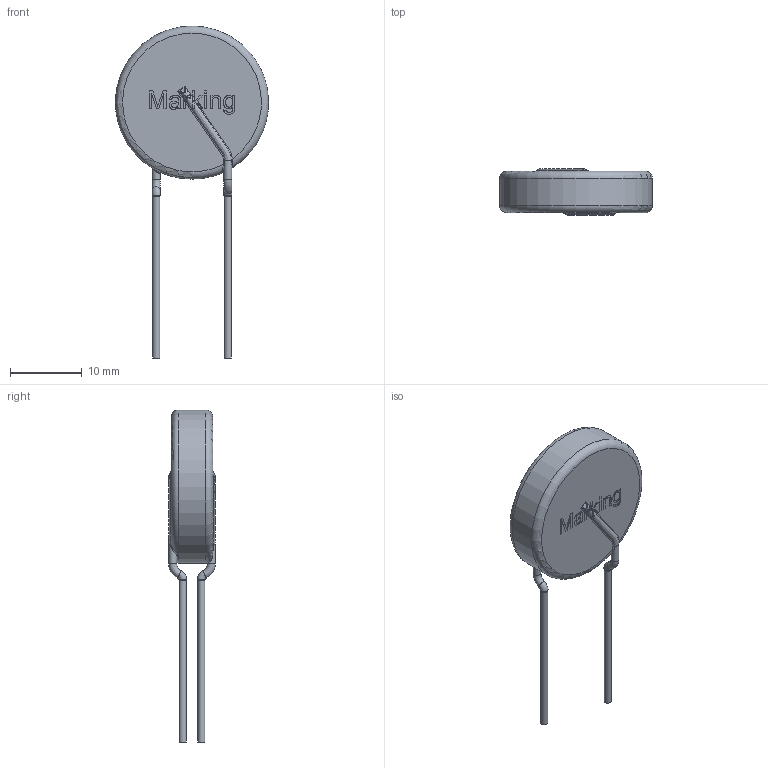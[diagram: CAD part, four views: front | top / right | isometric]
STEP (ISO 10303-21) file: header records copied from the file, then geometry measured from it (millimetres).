
FILE_DESCRIPTION(/* description */ ('Unknown'),/* implementation_level */ '2;1');
FILE_NAME(/* name */ 'RV_Wurth_WE-VD-20mm_820424611',/* time_stamp */ '2026-01-22T10:00:28+08:00',/* author */ ('Unknown'),/* organization */ ('Unknown'),/* preprocessor_version */ 'ST-DEVELOPER v19.4',/* originating_system */ 'Solid Edge',/* authorisation */ 'Unknown');
FILE_SCHEMA (('AUTOMOTIVE_DESIGN {1 0 10303 214 3 1 1}'));
Length unit declared in the file: millimetre
Products named in the file (2): RV_Wurth_WE-VD-20mm_820424611
Assembly tree (1 placements, depth 2):
  RV_Wurth_WE-VD-20mm_820424611
    RV_Wurth_WE-VD-20mm_820424611
Bounding box: 21.4 x 6.5 x 46.4 mm (x, y, z)
Volume: 2108.6 mm3; surface area: 1231.6 mm2
Topology: 5 solids, 5 shells, 175 faces, 461 edges, 300 vertices
Faces by surface type: plane 80, bspline 57, cylinder 28, torus 8, cone 2
Full cylindrical faces by diameter (mm): 1 x2, 1.1 x2, 21.4 x1
Entity records: 8903 total; most frequent: CARTESIAN_POINT 4165, ORIENTED_EDGE 856, DIRECTION 440, EDGE_CURVE 428, VERTEX_POINT 288, B_SPLINE_CURVE_WITH_KNOTS 256, EDGE_LOOP 200, FACE_BOUND 200
